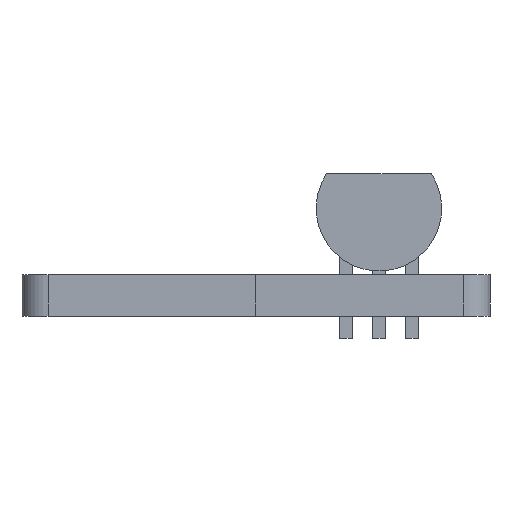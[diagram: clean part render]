
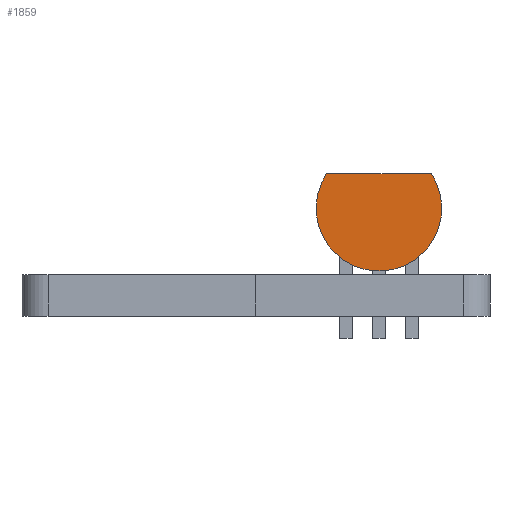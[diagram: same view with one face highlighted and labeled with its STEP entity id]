
A CAD part, left-side view. The second image highlights one B-rep face of the part: STEP entity #1859.
In plain terms, the highlighted face is planar.
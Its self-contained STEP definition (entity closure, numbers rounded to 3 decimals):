
#739 = PLANE('',#740);
#740 = AXIS2_PLACEMENT_3D('',#741,#742,#743);
#741 = CARTESIAN_POINT('',(-0.746,4.,3.83));
#742 = DIRECTION('',(0.,0.,-1.));
#743 = DIRECTION('',(1.,0.,0.));
#770 = CYLINDRICAL_SURFACE('',#771,2.415);
#771 = AXIS2_PLACEMENT_3D('',#772,#773,#774);
#772 = CARTESIAN_POINT('',(1.27,4.,2.5));
#773 = DIRECTION('',(0.,-1.,0.));
#774 = DIRECTION('',(1.,0.,0.));
#1096 = VERTEX_POINT('',#1097);
#1097 = CARTESIAN_POINT('',(-0.746,8.8,3.83));
#1118 = EDGE_CURVE('',#1096,#1119,#1121,.T.);
#1119 = VERTEX_POINT('',#1120);
#1120 = CARTESIAN_POINT('',(3.286,8.8,3.83));
#1121 = SURFACE_CURVE('',#1122,(#1126,#1133),.PCURVE_S1.);
#1122 = LINE('',#1123,#1124);
#1123 = CARTESIAN_POINT('',(-0.746,8.8,3.83));
#1124 = VECTOR('',#1125,1.);
#1125 = DIRECTION('',(1.,0.,0.));
#1126 = PCURVE('',#739,#1127);
#1127 = DEFINITIONAL_REPRESENTATION('',(#1128),#1132);
#1128 = LINE('',#1129,#1130);
#1129 = CARTESIAN_POINT('',(0.,-4.8));
#1130 = VECTOR('',#1131,1.);
#1131 = DIRECTION('',(1.,0.));
#1132 = ( GEOMETRIC_REPRESENTATION_CONTEXT(2) 
PARAMETRIC_REPRESENTATION_CONTEXT() REPRESENTATION_CONTEXT('2D SPACE',''
  ) );
#1133 = PCURVE('',#1134,#1139);
#1134 = PLANE('',#1135);
#1135 = AXIS2_PLACEMENT_3D('',#1136,#1137,#1138);
#1136 = CARTESIAN_POINT('',(-0.746,8.8,3.83));
#1137 = DIRECTION('',(0.,-1.,0.));
#1138 = DIRECTION('',(0.,0.,-1.));
#1139 = DEFINITIONAL_REPRESENTATION('',(#1140),#1144);
#1140 = LINE('',#1141,#1142);
#1141 = CARTESIAN_POINT('',(0.,0.));
#1142 = VECTOR('',#1143,1.);
#1143 = DIRECTION('',(0.,1.));
#1144 = ( GEOMETRIC_REPRESENTATION_CONTEXT(2) 
PARAMETRIC_REPRESENTATION_CONTEXT() REPRESENTATION_CONTEXT('2D SPACE',''
  ) );
#1173 = EDGE_CURVE('',#1119,#1096,#1174,.T.);
#1174 = SURFACE_CURVE('',#1175,(#1180,#1209),.PCURVE_S1.);
#1175 = CIRCLE('',#1176,2.415);
#1176 = AXIS2_PLACEMENT_3D('',#1177,#1178,#1179);
#1177 = CARTESIAN_POINT('',(1.27,8.8,2.5));
#1178 = DIRECTION('',(0.,1.,0.));
#1179 = DIRECTION('',(1.,0.,0.));
#1180 = PCURVE('',#770,#1181);
#1181 = DEFINITIONAL_REPRESENTATION('',(#1182),#1208);
#1182 = B_SPLINE_CURVE_WITH_KNOTS('',3,(#1183,#1184,#1185,#1186,#1187,
    #1188,#1189,#1190,#1191,#1192,#1193,#1194,#1195,#1196,#1197,#1198,
    #1199,#1200,#1201,#1202,#1203,#1204,#1205,#1206,#1207),
  .UNSPECIFIED.,.F.,.F.,(4,1,1,1,1,1,1,1,1,1,1,1,1,1,1,1,1,1,1,1,1,1,4),
  (5.7,5.896,6.092,6.287,
    6.483,6.679,6.875,7.071,
    7.267,7.462,7.658,7.854,
    8.05,8.246,8.441,8.637,
    8.833,9.029,9.225,9.421,
    9.616,9.812,10.008),
  .QUASI_UNIFORM_KNOTS.);
#1183 = CARTESIAN_POINT('',(6.866,-4.8));
#1184 = CARTESIAN_POINT('',(6.801,-4.8));
#1185 = CARTESIAN_POINT('',(6.671,-4.8));
#1186 = CARTESIAN_POINT('',(6.475,-4.8));
#1187 = CARTESIAN_POINT('',(6.279,-4.8));
#1188 = CARTESIAN_POINT('',(6.083,-4.8));
#1189 = CARTESIAN_POINT('',(5.887,-4.8));
#1190 = CARTESIAN_POINT('',(5.691,-4.8));
#1191 = CARTESIAN_POINT('',(5.496,-4.8));
#1192 = CARTESIAN_POINT('',(5.3,-4.8));
#1193 = CARTESIAN_POINT('',(5.104,-4.8));
#1194 = CARTESIAN_POINT('',(4.908,-4.8));
#1195 = CARTESIAN_POINT('',(4.712,-4.8));
#1196 = CARTESIAN_POINT('',(4.517,-4.8));
#1197 = CARTESIAN_POINT('',(4.321,-4.8));
#1198 = CARTESIAN_POINT('',(4.125,-4.8));
#1199 = CARTESIAN_POINT('',(3.929,-4.8));
#1200 = CARTESIAN_POINT('',(3.733,-4.8));
#1201 = CARTESIAN_POINT('',(3.537,-4.8));
#1202 = CARTESIAN_POINT('',(3.342,-4.8));
#1203 = CARTESIAN_POINT('',(3.146,-4.8));
#1204 = CARTESIAN_POINT('',(2.95,-4.8));
#1205 = CARTESIAN_POINT('',(2.754,-4.8));
#1206 = CARTESIAN_POINT('',(2.624,-4.8));
#1207 = CARTESIAN_POINT('',(2.558,-4.8));
#1208 = ( GEOMETRIC_REPRESENTATION_CONTEXT(2) 
PARAMETRIC_REPRESENTATION_CONTEXT() REPRESENTATION_CONTEXT('2D SPACE',''
  ) );
#1209 = PCURVE('',#1134,#1210);
#1210 = DEFINITIONAL_REPRESENTATION('',(#1211),#1219);
#1211 = ( BOUNDED_CURVE() B_SPLINE_CURVE(2,(#1212,#1213,#1214,#1215,
#1216,#1217,#1218),.UNSPECIFIED.,.F.,.F.) B_SPLINE_CURVE_WITH_KNOTS((1,2
    ,2,2,2,1),(-2.094,0.,2.094,4.189,
6.283,8.378),.UNSPECIFIED.) CURVE() 
GEOMETRIC_REPRESENTATION_ITEM() RATIONAL_B_SPLINE_CURVE((1.,0.5,1.,0.5,
1.,0.5,1.)) REPRESENTATION_ITEM('') );
#1212 = CARTESIAN_POINT('',(1.33,4.431));
#1213 = CARTESIAN_POINT('',(5.513,4.431));
#1214 = CARTESIAN_POINT('',(3.421,0.808));
#1215 = CARTESIAN_POINT('',(1.33,-2.814));
#1216 = CARTESIAN_POINT('',(-0.761,0.808));
#1217 = CARTESIAN_POINT('',(-2.853,4.431));
#1218 = CARTESIAN_POINT('',(1.33,4.431));
#1219 = ( GEOMETRIC_REPRESENTATION_CONTEXT(2) 
PARAMETRIC_REPRESENTATION_CONTEXT() REPRESENTATION_CONTEXT('2D SPACE',''
  ) );
#1859 = ADVANCED_FACE('',(#1860),#1134,.F.);
#1860 = FACE_BOUND('',#1861,.T.);
#1861 = EDGE_LOOP('',(#1862,#1863));
#1862 = ORIENTED_EDGE('',*,*,#1118,.T.);
#1863 = ORIENTED_EDGE('',*,*,#1173,.T.);
